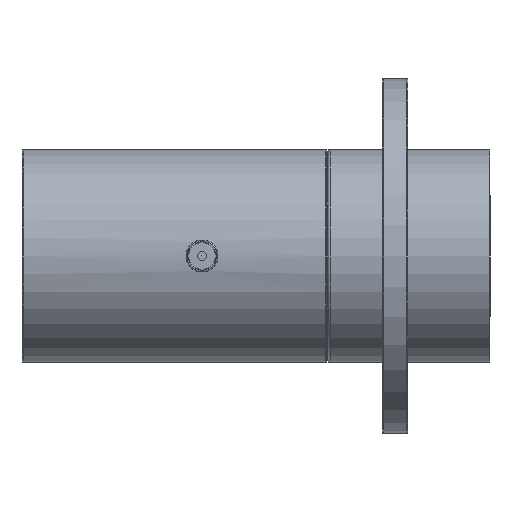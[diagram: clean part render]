
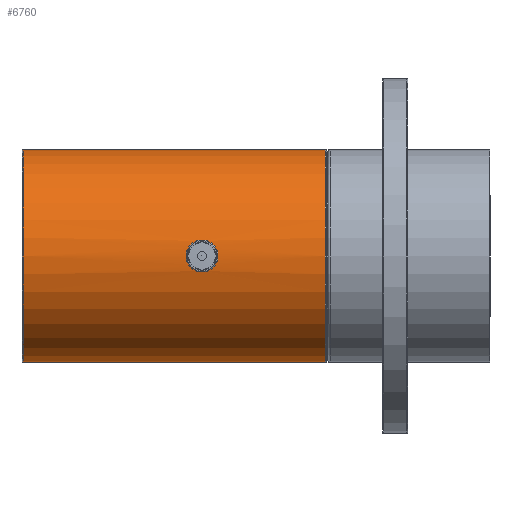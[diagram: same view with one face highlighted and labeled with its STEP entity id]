
A CAD part, left-side view. The second image highlights one B-rep face of the part: STEP entity #6760.
In plain terms, the highlighted cylindrical face has radius 21 mm (diameter 42 mm), a full revolution.
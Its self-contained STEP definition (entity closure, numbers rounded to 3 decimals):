
#194=B_SPLINE_CURVE_WITH_KNOTS('',3,(#13939,#13940,#13941,#13942,#13943,
#13944,#13945,#13946,#13947,#13948,#13949),.UNSPECIFIED.,.T.,.F.,(1,1,1,
1,1,1,1,1,1,1,1,1,1,1,1),(-0.007,-0.005,-0.002,
0.,0.002,0.005,0.007,
0.009,0.012,0.014,0.016,
0.019,0.021,0.023,0.026),
 .UNSPECIFIED.);
#195=B_SPLINE_CURVE_WITH_KNOTS('',3,(#13953,#13954,#13955,#13956,#13957,
#13958,#13959,#13960,#13961,#13962,#13963,#13964,#13965,#13966,#13967,#13968,
#13969,#13970,#13971),.UNSPECIFIED.,.T.,.F.,(1,1,1,1,1,1,1,1,1,1,1,1,1,
1,1,1,1,1,1,1,1,1,1),(-0.006,-0.004,-0.002,
0.,0.002,0.004,0.006,0.008,
0.011,0.013,0.015,0.017,
0.019,0.021,0.023,0.025,
0.027,0.03,0.032,0.034,
0.036,0.038,0.04),.UNSPECIFIED.);
#2208=ORIENTED_EDGE('',*,*,#2914,.T.);
#2209=ORIENTED_EDGE('',*,*,#2915,.T.);
#2210=ORIENTED_EDGE('',*,*,#2916,.T.);
#2211=ORIENTED_EDGE('',*,*,#2917,.T.);
#2914=EDGE_CURVE('',#3383,#3383,#194,.T.);
#2915=EDGE_CURVE('',#3384,#3384,#3634,.F.);
#2916=EDGE_CURVE('',#3385,#3385,#195,.T.);
#2917=EDGE_CURVE('',#3386,#3386,#3635,.T.);
#3383=VERTEX_POINT('',#13950);
#3384=VERTEX_POINT('',#13952);
#3385=VERTEX_POINT('',#13972);
#3386=VERTEX_POINT('',#13974);
#3634=CIRCLE('',#7334,21.);
#3635=CIRCLE('',#7335,21.);
#4065=EDGE_LOOP('',(#2208));
#4066=EDGE_LOOP('',(#2209));
#4067=EDGE_LOOP('',(#2210));
#4068=EDGE_LOOP('',(#2211));
#4555=FACE_BOUND('',#4065,.T.);
#4556=FACE_BOUND('',#4066,.T.);
#4557=FACE_BOUND('',#4067,.T.);
#4558=FACE_BOUND('',#4068,.T.);
#4701=CYLINDRICAL_SURFACE('',#7333,21.);
#6760=ADVANCED_FACE('',(#4555,#4556,#4557,#4558),#4701,.T.);
#7333=AXIS2_PLACEMENT_3D('',#13938,#8640,#8641);
#7334=AXIS2_PLACEMENT_3D('',#13951,#8642,#8643);
#7335=AXIS2_PLACEMENT_3D('',#13973,#8644,#8645);
#8640=DIRECTION('',(0.,-1.,0.));
#8641=DIRECTION('',(0.,0.,-1.));
#8642=DIRECTION('',(0.,1.,0.));
#8643=DIRECTION('',(0.,0.,1.));
#8644=DIRECTION('',(0.,1.,0.));
#8645=DIRECTION('',(0.,0.,1.));
#13938=CARTESIAN_POINT('',(0.,60.,0.));
#13939=CARTESIAN_POINT('',(2.327,26.818,-20.895));
#13940=CARTESIAN_POINT('',(0.,27.766,-21.052));
#13941=CARTESIAN_POINT('',(-2.327,26.819,-20.895));
#13942=CARTESIAN_POINT('',(-3.304,24.498,-20.734));
#13943=CARTESIAN_POINT('',(-2.327,22.182,-20.895));
#13944=CARTESIAN_POINT('',(-0.003,21.234,-21.052));
#13945=CARTESIAN_POINT('',(2.326,22.18,-20.895));
#13946=CARTESIAN_POINT('',(3.304,24.499,-20.734));
#13947=CARTESIAN_POINT('',(2.327,26.818,-20.895));
#13948=CARTESIAN_POINT('',(0.,27.766,-21.052));
#13949=CARTESIAN_POINT('',(-2.327,26.819,-20.895));
#13950=CARTESIAN_POINT('',(0.,27.45,-21.));
#13951=CARTESIAN_POINT('',(0.,59.8,0.));
#13952=CARTESIAN_POINT('',(0.,59.8,21.));
#13953=CARTESIAN_POINT('',(5.063,28.605,20.386));
#13954=CARTESIAN_POINT('',(5.495,26.499,20.267));
#13955=CARTESIAN_POINT('',(5.064,24.397,20.385));
#13956=CARTESIAN_POINT('',(3.87,22.645,20.659));
#13957=CARTESIAN_POINT('',(2.094,21.474,20.927));
#13958=CARTESIAN_POINT('',(-0.005,21.062,21.037));
#13959=CARTESIAN_POINT('',(-2.1,21.477,20.926));
#13960=CARTESIAN_POINT('',(-3.87,22.645,20.659));
#13961=CARTESIAN_POINT('',(-5.064,24.399,20.385));
#13962=CARTESIAN_POINT('',(-5.494,26.496,20.268));
#13963=CARTESIAN_POINT('',(-5.065,28.603,20.385));
#13964=CARTESIAN_POINT('',(-3.872,30.352,20.659));
#13965=CARTESIAN_POINT('',(-2.102,31.523,20.926));
#13966=CARTESIAN_POINT('',(-0.004,31.938,21.037));
#13967=CARTESIAN_POINT('',(2.096,31.525,20.927));
#13968=CARTESIAN_POINT('',(3.868,30.356,20.66));
#13969=CARTESIAN_POINT('',(5.063,28.605,20.386));
#13970=CARTESIAN_POINT('',(5.495,26.499,20.267));
#13971=CARTESIAN_POINT('',(5.064,24.397,20.385));
#13972=CARTESIAN_POINT('',(5.351,26.5,20.307));
#13973=CARTESIAN_POINT('',(0.,0.2,0.));
#13974=CARTESIAN_POINT('',(0.,0.2,21.));
